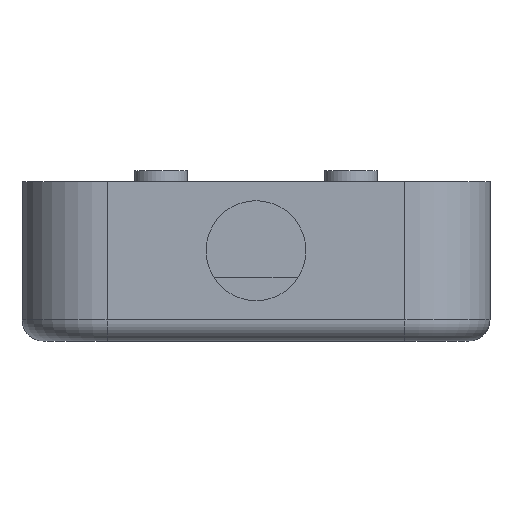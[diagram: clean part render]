
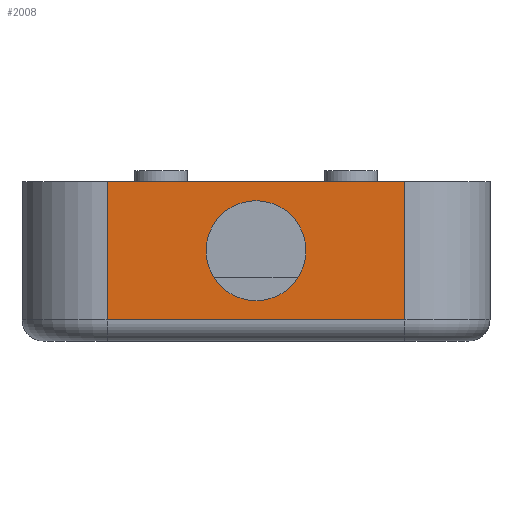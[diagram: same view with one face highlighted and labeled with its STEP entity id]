
A CAD part, front view. The second image highlights one B-rep face of the part: STEP entity #2008.
In plain terms, the highlighted planar face has unit normal (0, -1, 0).
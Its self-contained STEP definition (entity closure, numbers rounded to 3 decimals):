
#56 = ORIENTED_EDGE ( 'NONE', *, *, #3009, .T. ) ;
#409 = DIRECTION ( 'NONE',  ( 0., -1., 0. ) ) ;
#443 = DIRECTION ( 'NONE',  ( 0., -1., 0. ) ) ;
#485 = DIRECTION ( 'NONE',  ( 0., 0., 1. ) ) ;
#736 = CARTESIAN_POINT ( 'NONE',  ( 14., -133.13, -13. ) ) ;
#792 = EDGE_CURVE ( 'NONE', #824, #1169, #2715, .T. ) ;
#824 = VERTEX_POINT ( 'NONE', #1242 ) ;
#852 = VECTOR ( 'NONE', #1718, 1000. ) ;
#962 = LINE ( 'NONE', #2129, #2830 ) ;
#1059 = CIRCLE ( 'NONE', #2672, 4.7 ) ;
#1159 = FACE_BOUND ( 'NONE', #2748, .T. ) ;
#1169 = VERTEX_POINT ( 'NONE', #1641 ) ;
#1242 = CARTESIAN_POINT ( 'NONE',  ( -14., -133.13, 0. ) ) ;
#1251 = CARTESIAN_POINT ( 'NONE',  ( 14., -133.13, 0. ) ) ;
#1267 = CARTESIAN_POINT ( 'NONE',  ( 0., -133.13, -11.2 ) ) ;
#1287 = EDGE_LOOP ( 'NONE', ( #2941, #1528, #3161, #56 ) ) ;
#1351 = ORIENTED_EDGE ( 'NONE', *, *, #2930, .F. ) ;
#1388 = DIRECTION ( 'NONE',  ( 0., 0., -1. ) ) ;
#1393 = CARTESIAN_POINT ( 'NONE',  ( 14., -133.13, -15. ) ) ;
#1453 = CARTESIAN_POINT ( 'NONE',  ( -14., -133.13, -15. ) ) ;
#1528 = ORIENTED_EDGE ( 'NONE', *, *, #1647, .T. ) ;
#1582 = CARTESIAN_POINT ( 'NONE',  ( 0., -133.13, -6.5 ) ) ;
#1599 = DIRECTION ( 'NONE',  ( 0., -1., 0. ) ) ;
#1641 = CARTESIAN_POINT ( 'NONE',  ( -14., -133.13, -13. ) ) ;
#1647 = EDGE_CURVE ( 'NONE', #1169, #2123, #2417, .T. ) ;
#1651 = FACE_OUTER_BOUND ( 'NONE', #1287, .T. ) ;
#1685 = VECTOR ( 'NONE', #485, 1000. ) ;
#1686 = VERTEX_POINT ( 'NONE', #1267 ) ;
#1718 = DIRECTION ( 'NONE',  ( 1., 0., 0. ) ) ;
#2008 = ADVANCED_FACE ( 'NONE', ( #1159, #1651 ), #2638, .T. ) ;
#2044 = CIRCLE ( 'NONE', #2774, 4.7 ) ;
#2123 = VERTEX_POINT ( 'NONE', #2401 ) ;
#2129 = CARTESIAN_POINT ( 'NONE',  ( -22., -133.13, 0. ) ) ;
#2229 = ORIENTED_EDGE ( 'NONE', *, *, #3100, .F. ) ;
#2401 = CARTESIAN_POINT ( 'NONE',  ( 14., -133.13, -13. ) ) ;
#2417 = LINE ( 'NONE', #736, #852 ) ;
#2433 = DIRECTION ( 'NONE',  ( -1., 0., 0. ) ) ;
#2474 = EDGE_CURVE ( 'NONE', #2123, #2564, #2697, .T. ) ;
#2564 = VERTEX_POINT ( 'NONE', #1251 ) ;
#2608 = DIRECTION ( 'NONE',  ( 0., 0., -1. ) ) ;
#2616 = AXIS2_PLACEMENT_3D ( 'NONE', #3108, #443, #2608 ) ;
#2638 = PLANE ( 'NONE',  #2616 ) ;
#2671 = DIRECTION ( 'NONE',  ( 0., 0., -1. ) ) ;
#2672 = AXIS2_PLACEMENT_3D ( 'NONE', #1582, #1599, #2845 ) ;
#2697 = LINE ( 'NONE', #1393, #1685 ) ;
#2715 = LINE ( 'NONE', #1453, #3074 ) ;
#2748 = EDGE_LOOP ( 'NONE', ( #1351, #2229 ) ) ;
#2774 = AXIS2_PLACEMENT_3D ( 'NONE', #3117, #409, #1388 ) ;
#2793 = CARTESIAN_POINT ( 'NONE',  ( 0., -133.13, -1.8 ) ) ;
#2830 = VECTOR ( 'NONE', #2433, 1000. ) ;
#2845 = DIRECTION ( 'NONE',  ( 0., 0., -1. ) ) ;
#2930 = EDGE_CURVE ( 'NONE', #1686, #2936, #1059, .T. ) ;
#2936 = VERTEX_POINT ( 'NONE', #2793 ) ;
#2941 = ORIENTED_EDGE ( 'NONE', *, *, #792, .T. ) ;
#3009 = EDGE_CURVE ( 'NONE', #2564, #824, #962, .T. ) ;
#3074 = VECTOR ( 'NONE', #2671, 1000. ) ;
#3100 = EDGE_CURVE ( 'NONE', #2936, #1686, #2044, .T. ) ;
#3108 = CARTESIAN_POINT ( 'NONE',  ( -22., -133.13, -15. ) ) ;
#3117 = CARTESIAN_POINT ( 'NONE',  ( 0., -133.13, -6.5 ) ) ;
#3161 = ORIENTED_EDGE ( 'NONE', *, *, #2474, .T. ) ;
